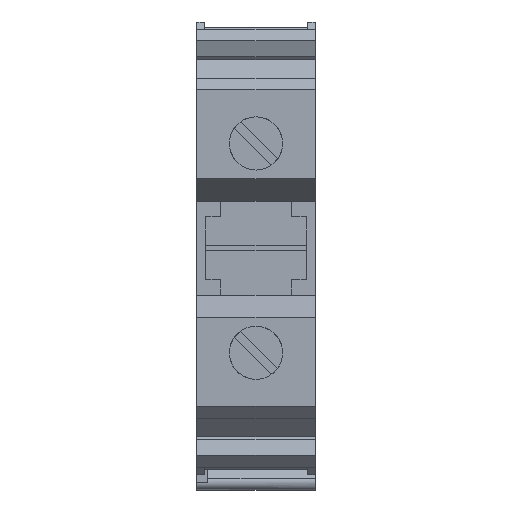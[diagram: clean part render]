
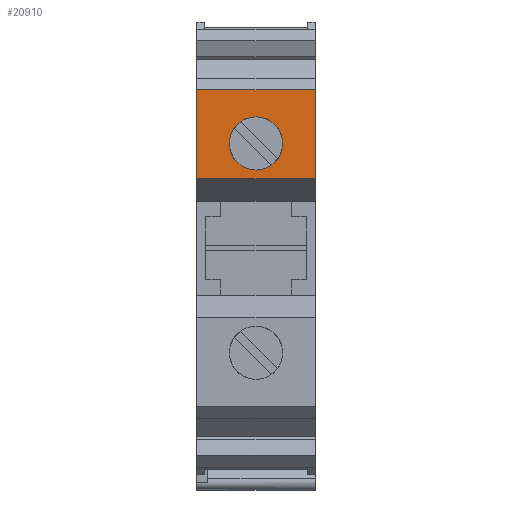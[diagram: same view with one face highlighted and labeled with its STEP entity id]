
A CAD part, top view. The second image highlights one B-rep face of the part: STEP entity #20910.
In plain terms, the highlighted face is planar.
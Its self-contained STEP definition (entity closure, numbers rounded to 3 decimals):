
#2710=CARTESIAN_POINT('',(19.3,58.2,22.));
#2720=VERTEX_POINT('',#2710);
#2750=CARTESIAN_POINT('',(0.,58.2,
22.));
#2760=DIRECTION('',(-1.,0.,0.));
#2770=VECTOR('',#2760,1.);
#2780=LINE('',#2750,#2770);
#2790=CARTESIAN_POINT('',(7.25,58.2,22.));
#2800=VERTEX_POINT('',#2790);
#2810=EDGE_CURVE('',#2720,#2800,#2780,.T.);
#8510=CARTESIAN_POINT('',(7.25,58.2,38.));
#8520=VERTEX_POINT('',#8510);
#8550=CARTESIAN_POINT('',(0.,58.2,38.));
#8560=DIRECTION('',(-1.,0.,0.));
#8570=VECTOR('',#8560,1.);
#8580=LINE('',#8550,#8570);
#8590=CARTESIAN_POINT('',(19.3,58.2,38.));
#8600=VERTEX_POINT('',#8590);
#8610=EDGE_CURVE('',#8600,#8520,#8580,.T.);
#17780=CARTESIAN_POINT('',(19.3,58.2,38.));
#17790=DIRECTION('',(0.,0.,-1.));
#17800=VECTOR('',#17790,1.);
#17810=LINE('',#17780,#17800);
#17820=EDGE_CURVE('',#8600,#2720,#17810,.T.);
#20600=CARTESIAN_POINT('',(7.25,58.2,38.));
#20610=DIRECTION('',(0.,-1.,-0.));
#20620=DIRECTION('',(-1.,0.,0.));
#20630=AXIS2_PLACEMENT_3D('',#20600,#20610,#20620);
#20640=PLANE('',#20630);
#20650=CARTESIAN_POINT('',(12.05,58.2,
30.));
#20660=DIRECTION('',(0.,1.,0.));
#20670=DIRECTION('',(1.,0.,0.));
#20680=AXIS2_PLACEMENT_3D('',#20650,#20660,#20670);
#20690=CIRCLE('',#20680,3.6);
#20700=CARTESIAN_POINT('',(8.45,58.2,
30.));
#20710=VERTEX_POINT('',#20700);
#20720=CARTESIAN_POINT('',(15.65,58.2,
30.));
#20730=VERTEX_POINT('',#20720);
#20740=EDGE_CURVE('',#20710,#20730,#20690,.T.);
#20750=ORIENTED_EDGE('',*,*,#20740,.F.);
#20760=EDGE_CURVE('',#20730,#20710,#20690,.T.);
#20770=ORIENTED_EDGE('',*,*,#20760,.F.);
#20780=EDGE_LOOP('',(#20770,#20750));
#20790=FACE_BOUND('',#20780,.T.);
#20800=ORIENTED_EDGE('',*,*,#8610,.F.);
#20810=CARTESIAN_POINT('',(7.25,58.2,38.));
#20820=DIRECTION('',(0.,0.,-1.));
#20830=VECTOR('',#20820,1.);
#20840=LINE('',#20810,#20830);
#20850=EDGE_CURVE('',#8520,#2800,#20840,.T.);
#20860=ORIENTED_EDGE('',*,*,#20850,.F.);
#20870=ORIENTED_EDGE('',*,*,#2810,.T.);
#20880=ORIENTED_EDGE('',*,*,#17820,.T.);
#20890=EDGE_LOOP('',(#20880,#20870,#20860,#20800));
#20900=FACE_OUTER_BOUND('',#20890,.T.);
#20910=ADVANCED_FACE('',(#20790,#20900),#20640,.F.);
